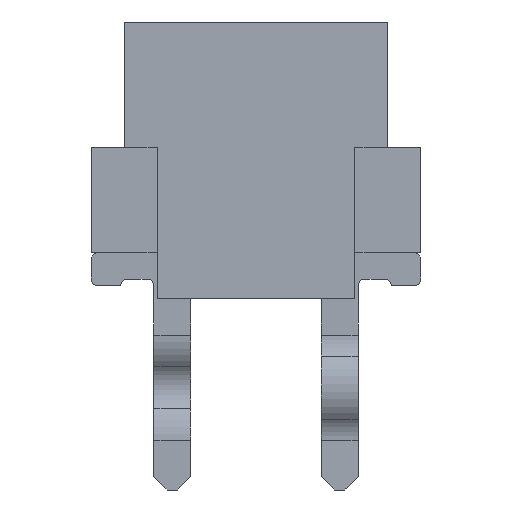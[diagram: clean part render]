
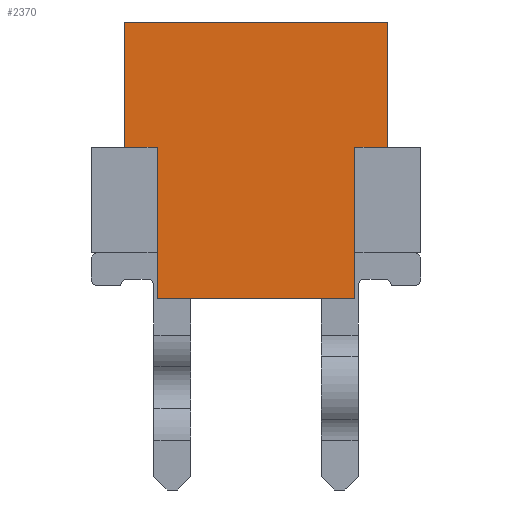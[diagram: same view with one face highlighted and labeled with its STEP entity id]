
A CAD part, left-side view. The second image highlights one B-rep face of the part: STEP entity #2370.
In plain terms, the highlighted planar face has unit normal (-1, 0, 0).
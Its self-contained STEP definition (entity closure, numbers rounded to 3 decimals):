
#2370=ADVANCED_FACE('',(#4818),#4819,.F.);
#4818=FACE_OUTER_BOUND('',#7331,.T.);
#4819=PLANE('',#7332);
#7331=EDGE_LOOP('',(#14823,#14824,#14825,#14826,#14827,#14828,#14829,#14830,#14831,#14832));
#7332=AXIS2_PLACEMENT_3D('',#14833,#14834,#14835);
#14823=ORIENTED_EDGE('',*,*,#18473,.F.);
#14824=ORIENTED_EDGE('',*,*,#18474,.F.);
#14825=ORIENTED_EDGE('',*,*,#17701,.F.);
#14826=ORIENTED_EDGE('',*,*,#17492,.F.);
#14827=ORIENTED_EDGE('',*,*,#18475,.F.);
#14828=ORIENTED_EDGE('',*,*,#18476,.F.);
#14829=ORIENTED_EDGE('',*,*,#18477,.F.);
#14830=ORIENTED_EDGE('',*,*,#18478,.F.);
#14831=ORIENTED_EDGE('',*,*,#18479,.F.);
#14832=ORIENTED_EDGE('',*,*,#18480,.F.);
#14833=CARTESIAN_POINT('',(-6.617,0.0,0.0));
#14834=DIRECTION('',(1.0,0.0,0.0));
#14835=DIRECTION('',(0.0,1.0,0.0));
#17492=EDGE_CURVE('',#21670,#21671,#21672,.T.);
#17701=EDGE_CURVE('',#21671,#22085,#22086,.T.);
#18473=EDGE_CURVE('',#23165,#23166,#23167,.T.);
#18474=EDGE_CURVE('',#22085,#23165,#23168,.T.);
#18475=EDGE_CURVE('',#23169,#21670,#23170,.T.);
#18476=EDGE_CURVE('',#23171,#23169,#23172,.T.);
#18477=EDGE_CURVE('',#23173,#23171,#23174,.T.);
#18478=EDGE_CURVE('',#23175,#23173,#23176,.T.);
#18479=EDGE_CURVE('',#23177,#23175,#23178,.T.);
#18480=EDGE_CURVE('',#23166,#23177,#23179,.T.);
#21670=VERTEX_POINT('',#27466);
#21671=VERTEX_POINT('',#27467);
#21672=LINE('',#27468,#27469);
#22085=VERTEX_POINT('',#28088);
#22086=LINE('',#28089,#28090);
#23165=VERTEX_POINT('',#29708);
#23166=VERTEX_POINT('',#29709);
#23167=LINE('',#29710,#29711);
#23168=LINE('',#29712,#29713);
#23169=VERTEX_POINT('',#29714);
#23170=LINE('',#29715,#29716);
#23171=VERTEX_POINT('',#29717);
#23172=LINE('',#29718,#29719);
#23173=VERTEX_POINT('',#29720);
#23174=LINE('',#29721,#29722);
#23175=VERTEX_POINT('',#29723);
#23176=LINE('',#29724,#29725);
#23177=VERTEX_POINT('',#29726);
#23178=LINE('',#29727,#29728);
#23179=LINE('',#29729,#29730);
#27466=CARTESIAN_POINT('',(-6.617,2.0,1.9));
#27467=CARTESIAN_POINT('',(-6.617,-2.0,1.9));
#27468=CARTESIAN_POINT('',(-6.617,2.0,1.9));
#27469=VECTOR('',#32380,1000.0);
#28088=CARTESIAN_POINT('',(-6.617,-2.0,0.));
#28089=CARTESIAN_POINT('',(-6.617,-2.0,1.9));
#28090=VECTOR('',#32587,1000.0);
#29708=CARTESIAN_POINT('',(-6.617,-1.5,0.));
#29709=CARTESIAN_POINT('',(-6.617,-1.5,-1.6));
#29710=CARTESIAN_POINT('',(-6.617,-1.5,0.));
#29711=VECTOR('',#33127,1000.0);
#29712=CARTESIAN_POINT('',(-6.617,-2.0,0.));
#29713=VECTOR('',#33128,1000.0);
#29714=CARTESIAN_POINT('',(-6.617,2.0,0.));
#29715=CARTESIAN_POINT('',(-6.617,2.0,0.));
#29716=VECTOR('',#33129,1000.0);
#29717=CARTESIAN_POINT('',(-6.617,1.5,0.));
#29718=CARTESIAN_POINT('',(-6.617,1.5,0.));
#29719=VECTOR('',#33130,1000.0);
#29720=CARTESIAN_POINT('',(-6.617,1.5,-1.6));
#29721=CARTESIAN_POINT('',(-6.617,1.5,-2.3));
#29722=VECTOR('',#33131,1000.0);
#29723=CARTESIAN_POINT('',(-6.617,1.5,-2.3));
#29724=CARTESIAN_POINT('',(-6.617,1.5,-2.3));
#29725=VECTOR('',#33132,1000.0);
#29726=CARTESIAN_POINT('',(-6.617,-1.5,-2.3));
#29727=CARTESIAN_POINT('',(-6.617,-1.5,-2.3));
#29728=VECTOR('',#33133,1000.0);
#29729=CARTESIAN_POINT('',(-6.617,-1.5,0.));
#29730=VECTOR('',#33134,1000.0);
#32380=DIRECTION('',(0.0,-1.0,0.0));
#32587=DIRECTION('',(0.0,0.0,-1.0));
#33127=DIRECTION('',(0.0,0.,-1.0));
#33128=DIRECTION('',(0.0,1.0,0.0));
#33129=DIRECTION('',(0.0,0.0,1.0));
#33130=DIRECTION('',(0.0,1.0,0.0));
#33131=DIRECTION('',(0.0,0.,1.0));
#33132=DIRECTION('',(0.0,0.,1.0));
#33133=DIRECTION('',(0.0,1.0,0.0));
#33134=DIRECTION('',(0.0,0.,-1.0));
